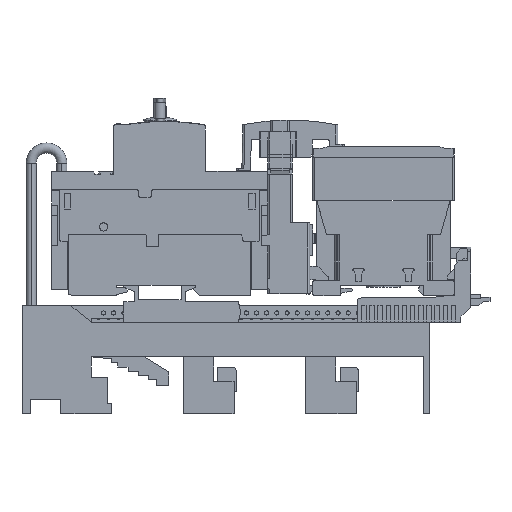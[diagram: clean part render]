
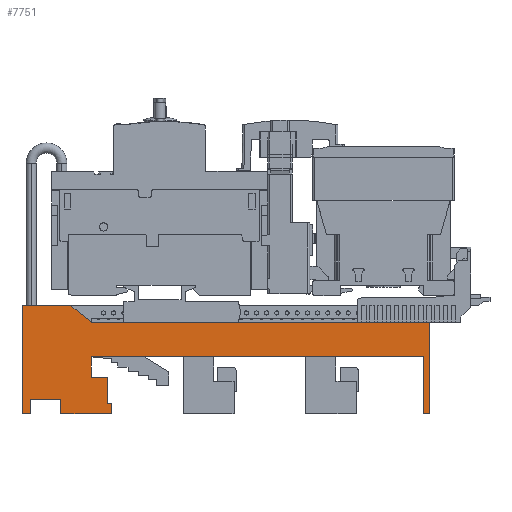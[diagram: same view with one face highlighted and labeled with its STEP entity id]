
A CAD part, left-side view. The second image highlights one B-rep face of the part: STEP entity #7751.
In plain terms, the highlighted planar face has unit normal (-1, 0, 0).
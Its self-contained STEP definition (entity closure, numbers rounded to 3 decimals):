
#7751=ADVANCED_FACE('',(#17038),#17039,.T.);
#17038=FACE_OUTER_BOUND('',#27905,.T.);
#17039=PLANE('',#27906);
#27905=EDGE_LOOP('',(#51195,#51196,#51197,#51198,#51199,#51200,#51201,#51202,#51203,#51204,#51205,#51206,#51207,#51208,#51209,#51210,#51211,#51212));
#27906=AXIS2_PLACEMENT_3D('',#51213,#51214,#51215);
#51195=ORIENTED_EDGE('',*,*,#73429,.F.);
#51196=ORIENTED_EDGE('',*,*,#73430,.F.);
#51197=ORIENTED_EDGE('',*,*,#72715,.F.);
#51198=ORIENTED_EDGE('',*,*,#73131,.F.);
#51199=ORIENTED_EDGE('',*,*,#73138,.F.);
#51200=ORIENTED_EDGE('',*,*,#73142,.F.);
#51201=ORIENTED_EDGE('',*,*,#73146,.F.);
#51202=ORIENTED_EDGE('',*,*,#73150,.F.);
#51203=ORIENTED_EDGE('',*,*,#73154,.F.);
#51204=ORIENTED_EDGE('',*,*,#73158,.F.);
#51205=ORIENTED_EDGE('',*,*,#73162,.F.);
#51206=ORIENTED_EDGE('',*,*,#73166,.F.);
#51207=ORIENTED_EDGE('',*,*,#73170,.F.);
#51208=ORIENTED_EDGE('',*,*,#73174,.F.);
#51209=ORIENTED_EDGE('',*,*,#73179,.F.);
#51210=ORIENTED_EDGE('',*,*,#73183,.F.);
#51211=ORIENTED_EDGE('',*,*,#73187,.F.);
#51212=ORIENTED_EDGE('',*,*,#73427,.F.);
#51213=CARTESIAN_POINT('',(0.0,133.674,29.523));
#51214=DIRECTION('',(-1.0,0.0,0.0));
#51215=DIRECTION('',(0.0,0.0,1.0));
#72715=EDGE_CURVE('',#89381,#89383,#89384,.T.);
#73131=EDGE_CURVE('',#89900,#89381,#89902,.T.);
#73138=EDGE_CURVE('',#89909,#89900,#89911,.T.);
#73142=EDGE_CURVE('',#89915,#89909,#89917,.T.);
#73146=EDGE_CURVE('',#89921,#89915,#89923,.T.);
#73150=EDGE_CURVE('',#89927,#89921,#89929,.T.);
#73154=EDGE_CURVE('',#89933,#89927,#89935,.T.);
#73158=EDGE_CURVE('',#89939,#89933,#89941,.T.);
#73162=EDGE_CURVE('',#89945,#89939,#89947,.T.);
#73166=EDGE_CURVE('',#89951,#89945,#89953,.T.);
#73170=EDGE_CURVE('',#89957,#89951,#89959,.T.);
#73174=EDGE_CURVE('',#89963,#89957,#89965,.T.);
#73179=EDGE_CURVE('',#89970,#89963,#89972,.T.);
#73183=EDGE_CURVE('',#89976,#89970,#89978,.T.);
#73187=EDGE_CURVE('',#89982,#89976,#89984,.T.);
#73427=EDGE_CURVE('',#90327,#89982,#90329,.T.);
#73429=EDGE_CURVE('',#90331,#90327,#90332,.T.);
#73430=EDGE_CURVE('',#89383,#90331,#90333,.T.);
#89381=VERTEX_POINT('',#113299);
#89383=VERTEX_POINT('',#113302);
#89384=LINE('',#113303,#113304);
#89900=VERTEX_POINT('',#114046);
#89902=LINE('',#114049,#114050);
#89909=VERTEX_POINT('',#114061);
#89911=LINE('',#114064,#114065);
#89915=VERTEX_POINT('',#114070);
#89917=LINE('',#114073,#114074);
#89921=VERTEX_POINT('',#114079);
#89923=LINE('',#114082,#114083);
#89927=VERTEX_POINT('',#114088);
#89929=LINE('',#114091,#114092);
#89933=VERTEX_POINT('',#114097);
#89935=LINE('',#114100,#114101);
#89939=VERTEX_POINT('',#114106);
#89941=LINE('',#114109,#114110);
#89945=VERTEX_POINT('',#114115);
#89947=LINE('',#114118,#114119);
#89951=VERTEX_POINT('',#114124);
#89953=LINE('',#114127,#114128);
#89957=VERTEX_POINT('',#114133);
#89959=LINE('',#114136,#114137);
#89963=VERTEX_POINT('',#114142);
#89965=LINE('',#114145,#114146);
#89970=VERTEX_POINT('',#114153);
#89972=LINE('',#114156,#114157);
#89976=VERTEX_POINT('',#114162);
#89978=LINE('',#114165,#114166);
#89982=VERTEX_POINT('',#114171);
#89984=LINE('',#114174,#114175);
#90327=VERTEX_POINT('',#114687);
#90329=LINE('',#114690,#114691);
#90331=VERTEX_POINT('',#114693);
#90332=LINE('',#114694,#114695);
#90333=LINE('',#114696,#114697);
#113299=CARTESIAN_POINT('',(0.0,205.55,53.0));
#113302=CARTESIAN_POINT('',(0.0,195.55,45.0));
#113303=CARTESIAN_POINT('',(0.0,205.55,53.0));
#113304=VECTOR('',#134891,1.0);
#114046=CARTESIAN_POINT('',(0.0,229.55,53.0));
#114049=CARTESIAN_POINT('',(0.0,229.55,53.0));
#114050=VECTOR('',#135293,1.0);
#114061=CARTESIAN_POINT('',(0.0,229.55,0.0));
#114064=CARTESIAN_POINT('',(0.0,229.55,0.0));
#114065=VECTOR('',#135299,1.0);
#114070=CARTESIAN_POINT('',(0.0,225.55,0.0));
#114073=CARTESIAN_POINT('',(0.0,225.55,0.0));
#114074=VECTOR('',#135302,1.0);
#114079=CARTESIAN_POINT('',(0.0,225.55,7.0));
#114082=CARTESIAN_POINT('',(0.0,225.55,7.0));
#114083=VECTOR('',#135305,1.0);
#114088=CARTESIAN_POINT('',(0.0,210.55,7.0));
#114091=CARTESIAN_POINT('',(0.0,210.55,7.0));
#114092=VECTOR('',#135308,1.0);
#114097=CARTESIAN_POINT('',(0.0,210.55,0.0));
#114100=CARTESIAN_POINT('',(0.0,210.55,0.0));
#114101=VECTOR('',#135311,1.0);
#114106=CARTESIAN_POINT('',(0.0,185.55,0.0));
#114109=CARTESIAN_POINT('',(0.0,185.55,0.0));
#114110=VECTOR('',#135314,1.0);
#114115=CARTESIAN_POINT('',(0.0,185.55,5.0));
#114118=CARTESIAN_POINT('',(0.0,185.55,5.0));
#114119=VECTOR('',#135317,1.0);
#114124=CARTESIAN_POINT('',(0.0,187.55,5.0));
#114127=CARTESIAN_POINT('',(0.0,187.55,5.0));
#114128=VECTOR('',#135320,1.0);
#114133=CARTESIAN_POINT('',(0.0,187.55,18.0));
#114136=CARTESIAN_POINT('',(0.0,187.55,18.0));
#114137=VECTOR('',#135323,1.0);
#114142=CARTESIAN_POINT('',(0.0,195.55,18.0));
#114145=CARTESIAN_POINT('',(0.0,195.55,18.0));
#114146=VECTOR('',#135326,1.0);
#114153=CARTESIAN_POINT('',(0.0,195.55,28.0));
#114156=CARTESIAN_POINT('',(0.0,195.55,28.0));
#114157=VECTOR('',#135330,1.0);
#114162=CARTESIAN_POINT('',(0.0,32.55,28.0));
#114165=CARTESIAN_POINT('',(0.0,32.55,28.0));
#114166=VECTOR('',#135333,1.0);
#114171=CARTESIAN_POINT('',(0.0,32.55,0.0));
#114174=CARTESIAN_POINT('',(0.0,32.55,0.0));
#114175=VECTOR('',#135336,1.0);
#114687=CARTESIAN_POINT('',(0.0,29.55,0.0));
#114690=CARTESIAN_POINT('',(0.0,29.55,0.0));
#114691=VECTOR('',#135513,1.0);
#114693=CARTESIAN_POINT('',(0.0,29.55,45.0));
#114694=CARTESIAN_POINT('',(0.0,29.55,45.0));
#114695=VECTOR('',#135514,1.0);
#114696=CARTESIAN_POINT('',(0.0,195.55,45.0));
#114697=VECTOR('',#135515,1.0);
#134891=DIRECTION('',(-0.0,-0.781,-0.625));
#135293=DIRECTION('',(0.0,-1.0,0.0));
#135299=DIRECTION('',(0.0,0.0,1.0));
#135302=DIRECTION('',(0.0,1.0,0.0));
#135305=DIRECTION('',(0.0,0.0,-1.0));
#135308=DIRECTION('',(0.0,1.0,0.0));
#135311=DIRECTION('',(0.0,0.0,1.0));
#135314=DIRECTION('',(0.0,1.0,0.0));
#135317=DIRECTION('',(0.0,0.0,-1.0));
#135320=DIRECTION('',(0.0,-1.0,0.0));
#135323=DIRECTION('',(0.0,0.0,-1.0));
#135326=DIRECTION('',(0.0,-1.0,0.0));
#135330=DIRECTION('',(0.0,0.0,-1.0));
#135333=DIRECTION('',(0.0,1.0,0.0));
#135336=DIRECTION('',(0.0,0.0,1.0));
#135513=DIRECTION('',(0.0,1.0,0.0));
#135514=DIRECTION('',(0.0,0.0,-1.0));
#135515=DIRECTION('',(0.0,-1.0,0.0));
